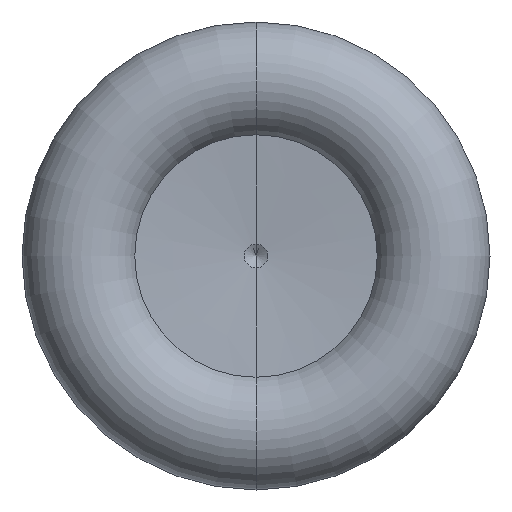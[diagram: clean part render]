
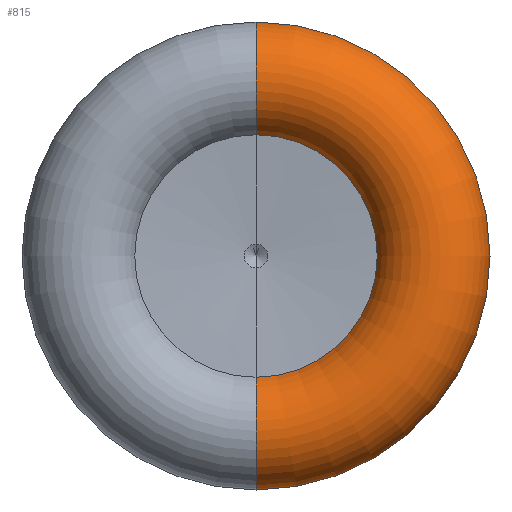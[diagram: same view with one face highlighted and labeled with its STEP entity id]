
A CAD part, front view. The second image highlights one B-rep face of the part: STEP entity #815.
In plain terms, the highlighted toroidal (fillet/blend) face has major radius 15 mm and minor radius 5 mm.
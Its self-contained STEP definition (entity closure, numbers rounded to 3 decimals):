
#5 = ORIENTED_EDGE ( 'NONE', *, *, #73, .F. ) ;
#8 = CARTESIAN_POINT ( 'NONE',  ( 0., 5., -15. ) ) ;
#73 = EDGE_CURVE ( 'NONE', #349, #539, #735, .T. ) ;
#127 = DIRECTION ( 'NONE',  ( -1., 0., 0. ) ) ;
#129 = VERTEX_POINT ( 'NONE', #781 ) ;
#134 = CARTESIAN_POINT ( 'NONE',  ( 0., 5., 15. ) ) ;
#195 = AXIS2_PLACEMENT_3D ( 'NONE', #352, #418, #289 ) ;
#199 = CIRCLE ( 'NONE', #707, 17.938 ) ;
#202 = EDGE_CURVE ( 'NONE', #129, #590, #477, .T. ) ;
#264 = EDGE_CURVE ( 'NONE', #349, #129, #622, .T. ) ;
#288 = DIRECTION ( 'NONE',  ( 0., 1., 0. ) ) ;
#289 = DIRECTION ( 'NONE',  ( 0., 0., 1. ) ) ;
#317 = DIRECTION ( 'NONE',  ( 0., 0., 1. ) ) ;
#338 = DIRECTION ( 'NONE',  ( 0., 0., -1. ) ) ;
#349 = VERTEX_POINT ( 'NONE', #745 ) ;
#352 = CARTESIAN_POINT ( 'NONE',  ( 0., 5., 0. ) ) ;
#387 = EDGE_LOOP ( 'NONE', ( #424, #550, #626, #5 ) ) ;
#418 = DIRECTION ( 'NONE',  ( 0., 1., 0. ) ) ;
#424 = ORIENTED_EDGE ( 'NONE', *, *, #264, .T. ) ;
#432 = CARTESIAN_POINT ( 'NONE',  ( 0., 9.046, 0. ) ) ;
#474 = TOROIDAL_SURFACE ( 'NONE', #195, 15., 5. ) ;
#477 = CIRCLE ( 'NONE', #511, 5. ) ;
#500 = FACE_OUTER_BOUND ( 'NONE', #387, .T. ) ;
#511 = AXIS2_PLACEMENT_3D ( 'NONE', #8, #648, #338 ) ;
#539 = VERTEX_POINT ( 'NONE', #600 ) ;
#545 = DIRECTION ( 'NONE',  ( 0., 0., -1. ) ) ;
#550 = ORIENTED_EDGE ( 'NONE', *, *, #202, .T. ) ;
#590 = VERTEX_POINT ( 'NONE', #614 ) ;
#600 = CARTESIAN_POINT ( 'NONE',  ( 0., 9.046, 17.938 ) ) ;
#607 = EDGE_CURVE ( 'NONE', #539, #590, #199, .T. ) ;
#614 = CARTESIAN_POINT ( 'NONE',  ( 0., 9.046, -17.938 ) ) ;
#616 = AXIS2_PLACEMENT_3D ( 'NONE', #134, #127, #317 ) ;
#622 = CIRCLE ( 'NONE', #821, 10.358 ) ;
#626 = ORIENTED_EDGE ( 'NONE', *, *, #607, .F. ) ;
#648 = DIRECTION ( 'NONE',  ( 1., 0., 0. ) ) ;
#680 = CARTESIAN_POINT ( 'NONE',  ( 0., 3.142, 0. ) ) ;
#707 = AXIS2_PLACEMENT_3D ( 'NONE', #432, #288, #545 ) ;
#735 = CIRCLE ( 'NONE', #616, 5. ) ;
#745 = CARTESIAN_POINT ( 'NONE',  ( 0., 3.142, 10.358 ) ) ;
#748 = DIRECTION ( 'NONE',  ( 0., 1., 0. ) ) ;
#781 = CARTESIAN_POINT ( 'NONE',  ( 0., 3.142, -10.358 ) ) ;
#815 = ADVANCED_FACE ( 'NONE', ( #500 ), #474, .T. ) ;
#817 = DIRECTION ( 'NONE',  ( 0., 0., -1. ) ) ;
#821 = AXIS2_PLACEMENT_3D ( 'NONE', #680, #748, #817 ) ;
